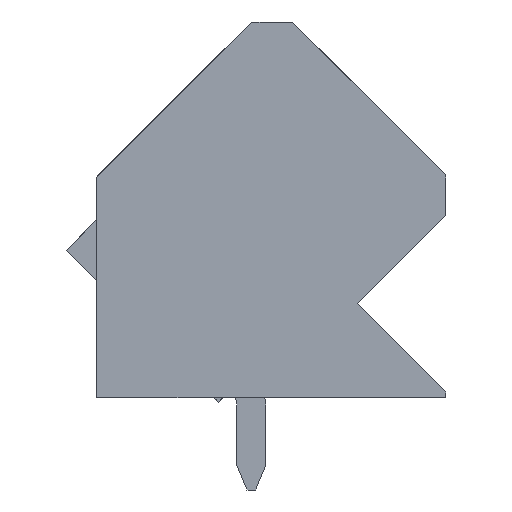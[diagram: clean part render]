
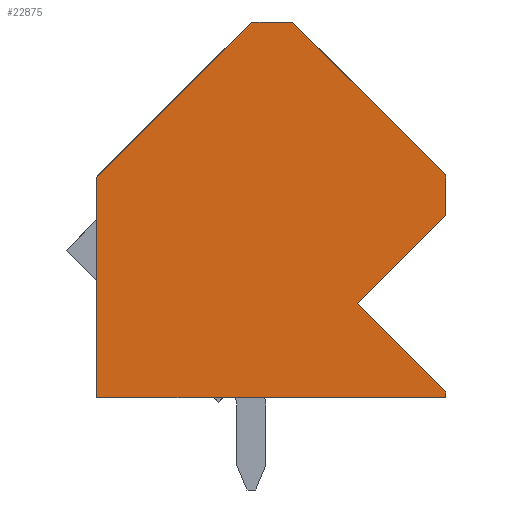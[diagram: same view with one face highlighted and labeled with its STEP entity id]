
A CAD part, left-side view. The second image highlights one B-rep face of the part: STEP entity #22875.
In plain terms, the highlighted planar face has unit normal (-1, 0, 0).
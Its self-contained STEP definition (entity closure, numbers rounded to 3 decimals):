
#22838=AXIS2_PLACEMENT_3D('Plane Axis2P3D',#22835,#22836,#22837) ;
#22684=CARTESIAN_POINT('Vertex',(0.,6.718,16.228)) ;
#22687=CARTESIAN_POINT('Line Origine',(0.,6.01,16.228)) ;
#22691=CARTESIAN_POINT('Vertex',(0.,5.303,16.228)) ;
#22727=CARTESIAN_POINT('Vertex',(0.,0.001,3.4)) ;
#22730=CARTESIAN_POINT('Line Origine',(0.,0.,3.3)) ;
#22734=CARTESIAN_POINT('Vertex',(0.,0.,3.2)) ;
#22760=CARTESIAN_POINT('Vertex',(0.,3.055,6.455)) ;
#22763=CARTESIAN_POINT('Line Origine',(0.,1.528,4.927)) ;
#22786=CARTESIAN_POINT('Vertex',(0.,0.,9.51)) ;
#22789=CARTESIAN_POINT('Line Origine',(0.,1.528,7.983)) ;
#22819=CARTESIAN_POINT('Vertex',(0.,0.,10.924)) ;
#22822=CARTESIAN_POINT('Line Origine',(0.,0.,10.217)) ;
#22835=CARTESIAN_POINT('Axis2P3D Location',(0.,0.,0.)) ;
#22840=CARTESIAN_POINT('Line Origine',(0.,9.405,13.54)) ;
#22844=CARTESIAN_POINT('Vertex',(0.,12.092,10.853)) ;
#22847=CARTESIAN_POINT('Line Origine',(0.,12.093,7.027)) ;
#22851=CARTESIAN_POINT('Vertex',(0.,12.093,3.2)) ;
#22854=CARTESIAN_POINT('Line Origine',(0.,6.046,3.2)) ;
#22859=CARTESIAN_POINT('Line Origine',(0.,2.652,13.576)) ;
#22688=DIRECTION('Vector Direction',(0.,-1.,0.)) ;
#22731=DIRECTION('Vector Direction',(0.,-0.004,-1.)) ;
#22764=DIRECTION('Vector Direction',(0.,-0.707,-0.707)) ;
#22790=DIRECTION('Vector Direction',(0.,0.707,-0.707)) ;
#22823=DIRECTION('Vector Direction',(0.,0.,-1.)) ;
#22836=DIRECTION('Axis2P3D Direction',(-1.,0.,0.)) ;
#22837=DIRECTION('Axis2P3D XDirection',(0.,0.,1.)) ;
#22841=DIRECTION('Vector Direction',(0.,-0.707,0.707)) ;
#22848=DIRECTION('Vector Direction',(0.,0.,1.)) ;
#22855=DIRECTION('Vector Direction',(0.,1.,0.)) ;
#22860=DIRECTION('Vector Direction',(0.,-0.707,-0.707)) ;
#22689=VECTOR('Line Direction',#22688,1.) ;
#22732=VECTOR('Line Direction',#22731,1.) ;
#22765=VECTOR('Line Direction',#22764,1.) ;
#22791=VECTOR('Line Direction',#22790,1.) ;
#22824=VECTOR('Line Direction',#22823,1.) ;
#22842=VECTOR('Line Direction',#22841,1.) ;
#22849=VECTOR('Line Direction',#22848,1.) ;
#22856=VECTOR('Line Direction',#22855,1.) ;
#22861=VECTOR('Line Direction',#22860,1.) ;
#22865=ORIENTED_EDGE('',*,*,#22693,.T.) ;
#22866=ORIENTED_EDGE('',*,*,#22846,.T.) ;
#22867=ORIENTED_EDGE('',*,*,#22853,.T.) ;
#22868=ORIENTED_EDGE('',*,*,#22858,.T.) ;
#22869=ORIENTED_EDGE('',*,*,#22736,.T.) ;
#22870=ORIENTED_EDGE('',*,*,#22767,.T.) ;
#22871=ORIENTED_EDGE('',*,*,#22793,.T.) ;
#22872=ORIENTED_EDGE('',*,*,#22826,.T.) ;
#22873=ORIENTED_EDGE('',*,*,#22863,.T.) ;
#22875=ADVANCED_FACE('HOUSING',(#22874),#22839,.T.) ;
#22693=EDGE_CURVE('',#22692,#22685,#22690,.F.) ;
#22736=EDGE_CURVE('',#22735,#22728,#22733,.F.) ;
#22767=EDGE_CURVE('',#22728,#22761,#22766,.F.) ;
#22793=EDGE_CURVE('',#22761,#22787,#22792,.F.) ;
#22826=EDGE_CURVE('',#22787,#22820,#22825,.F.) ;
#22846=EDGE_CURVE('',#22685,#22845,#22843,.F.) ;
#22853=EDGE_CURVE('',#22845,#22852,#22850,.F.) ;
#22858=EDGE_CURVE('',#22852,#22735,#22857,.F.) ;
#22863=EDGE_CURVE('',#22820,#22692,#22862,.F.) ;
#22864=EDGE_LOOP('',(#22865,#22866,#22867,#22868,#22869,#22870,#22871,#22872,#22873)) ;
#22874=FACE_OUTER_BOUND('',#22864,.T.) ;
#22690=LINE('Line',#22687,#22689) ;
#22733=LINE('Line',#22730,#22732) ;
#22766=LINE('Line',#22763,#22765) ;
#22792=LINE('Line',#22789,#22791) ;
#22825=LINE('Line',#22822,#22824) ;
#22843=LINE('Line',#22840,#22842) ;
#22850=LINE('Line',#22847,#22849) ;
#22857=LINE('Line',#22854,#22856) ;
#22862=LINE('Line',#22859,#22861) ;
#22839=PLANE('',#22838) ;
#22685=VERTEX_POINT('',#22684) ;
#22692=VERTEX_POINT('',#22691) ;
#22728=VERTEX_POINT('',#22727) ;
#22735=VERTEX_POINT('',#22734) ;
#22761=VERTEX_POINT('',#22760) ;
#22787=VERTEX_POINT('',#22786) ;
#22820=VERTEX_POINT('',#22819) ;
#22845=VERTEX_POINT('',#22844) ;
#22852=VERTEX_POINT('',#22851) ;
